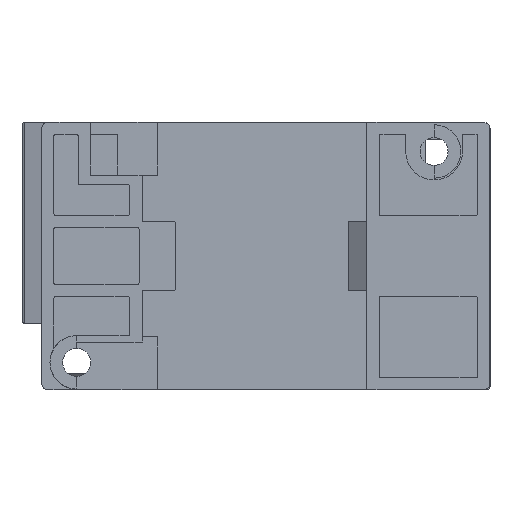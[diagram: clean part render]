
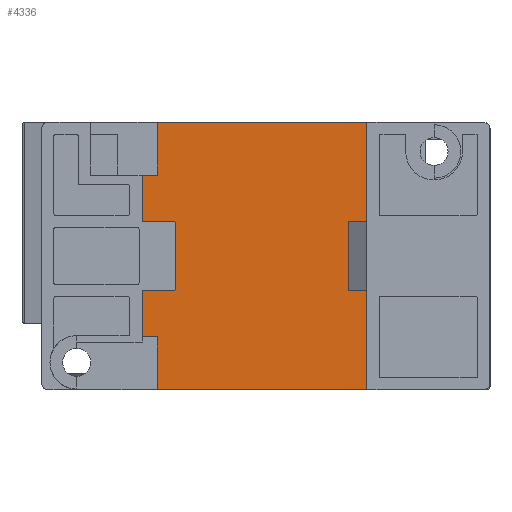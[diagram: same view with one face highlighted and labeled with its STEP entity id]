
A CAD part, left-side view. The second image highlights one B-rep face of the part: STEP entity #4336.
In plain terms, the highlighted planar face has unit normal (-1, 0, 0).
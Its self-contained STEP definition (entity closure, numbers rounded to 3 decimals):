
#74 = EDGE_CURVE ( 'NONE', #1657, #7993, #19953, .T. ) ;
#119 = DIRECTION ( 'NONE',  ( 0., 0., 1. ) ) ;
#221 = VERTEX_POINT ( 'NONE', #20698 ) ;
#628 = EDGE_CURVE ( 'NONE', #2956, #14731, #7724, .T. ) ;
#644 = VECTOR ( 'NONE', #14400, 1000. ) ;
#651 = DIRECTION ( 'NONE',  ( 0., 1., 0. ) ) ;
#700 = DIRECTION ( 'NONE',  ( 0., 0., 1. ) ) ;
#803 = CARTESIAN_POINT ( 'NONE',  ( -37.5, 16.25, 22. ) ) ;
#822 = ORIENTED_EDGE ( 'NONE', *, *, #628, .F. ) ;
#975 = ORIENTED_EDGE ( 'NONE', *, *, #8648, .F. ) ;
#1114 = EDGE_CURVE ( 'NONE', #8949, #12135, #9718, .T. ) ;
#1593 = DIRECTION ( 'NONE',  ( 0., 0., 1. ) ) ;
#1657 = VERTEX_POINT ( 'NONE', #16073 ) ;
#1834 = CARTESIAN_POINT ( 'NONE',  ( -37.5, 18.75, -13.3 ) ) ;
#1899 = CARTESIAN_POINT ( 'NONE',  ( -37.5, 16.25, -22. ) ) ;
#2956 = VERTEX_POINT ( 'NONE', #14024 ) ;
#3072 = VECTOR ( 'NONE', #651, 1000. ) ;
#3129 = CARTESIAN_POINT ( 'NONE',  ( -37.5, 16.25, -22. ) ) ;
#3597 = EDGE_CURVE ( 'NONE', #2956, #1657, #16881, .T. ) ;
#3679 = CARTESIAN_POINT ( 'NONE',  ( -37.5, -18.25, 22. ) ) ;
#3799 = LINE ( 'NONE', #5195, #11931 ) ;
#3880 = CARTESIAN_POINT ( 'NONE',  ( -37.5, 13.25, 22. ) ) ;
#3908 = ORIENTED_EDGE ( 'NONE', *, *, #3597, .T. ) ;
#3967 = VECTOR ( 'NONE', #7854, 1000. ) ;
#4030 = DIRECTION ( 'NONE',  ( -1., 0., 0. ) ) ;
#4125 = LINE ( 'NONE', #803, #6075 ) ;
#4326 = DIRECTION ( 'NONE',  ( 0., 0., -1. ) ) ;
#4336 = ADVANCED_FACE ( 'NONE', ( #5317 ), #10592, .T. ) ;
#4907 = CARTESIAN_POINT ( 'NONE',  ( -37.5, -18.25, -5.7 ) ) ;
#5195 = CARTESIAN_POINT ( 'NONE',  ( -37.5, 18.75, -13.3 ) ) ;
#5317 = FACE_OUTER_BOUND ( 'NONE', #16488, .T. ) ;
#6075 = VECTOR ( 'NONE', #4326, 1000. ) ;
#6096 = DIRECTION ( 'NONE',  ( 0., 0., -1. ) ) ;
#6286 = ORIENTED_EDGE ( 'NONE', *, *, #74, .T. ) ;
#6587 = AXIS2_PLACEMENT_3D ( 'NONE', #13476, #4030, #700 ) ;
#6943 = EDGE_CURVE ( 'NONE', #12630, #12135, #16171, .T. ) ;
#7724 = LINE ( 'NONE', #10734, #20892 ) ;
#7854 = DIRECTION ( 'NONE',  ( 0., 0., -1. ) ) ;
#7966 = CARTESIAN_POINT ( 'NONE',  ( -37.5, -18.25, -22. ) ) ;
#7993 = VERTEX_POINT ( 'NONE', #9224 ) ;
#8648 = EDGE_CURVE ( 'NONE', #221, #8949, #3799, .T. ) ;
#8949 = VERTEX_POINT ( 'NONE', #1834 ) ;
#9214 = EDGE_CURVE ( 'NONE', #14731, #11158, #15988, .T. ) ;
#9224 = CARTESIAN_POINT ( 'NONE',  ( -37.5, 16.25, 22. ) ) ;
#9281 = ORIENTED_EDGE ( 'NONE', *, *, #11095, .T. ) ;
#9718 = LINE ( 'NONE', #16536, #16443 ) ;
#10413 = ORIENTED_EDGE ( 'NONE', *, *, #18962, .F. ) ;
#10592 = PLANE ( 'NONE',  #6587 ) ;
#10734 = CARTESIAN_POINT ( 'NONE',  ( -37.5, -18.25, 7.3 ) ) ;
#11095 = EDGE_CURVE ( 'NONE', #17558, #11158, #19621, .T. ) ;
#11158 = VERTEX_POINT ( 'NONE', #13305 ) ;
#11259 = DIRECTION ( 'NONE',  ( 0., 1., 0. ) ) ;
#11931 = VECTOR ( 'NONE', #18272, 1000. ) ;
#12135 = VERTEX_POINT ( 'NONE', #21051 ) ;
#12460 = LINE ( 'NONE', #1899, #12956 ) ;
#12606 = ORIENTED_EDGE ( 'NONE', *, *, #9214, .F. ) ;
#12630 = VERTEX_POINT ( 'NONE', #17347 ) ;
#12956 = VECTOR ( 'NONE', #1593, 1000. ) ;
#13305 = CARTESIAN_POINT ( 'NONE',  ( -37.5, -18.25, -22. ) ) ;
#13444 = DIRECTION ( 'NONE',  ( 0., 0., 1. ) ) ;
#13476 = CARTESIAN_POINT ( 'NONE',  ( -37.5, -15., -22. ) ) ;
#13930 = ORIENTED_EDGE ( 'NONE', *, *, #18130, .T. ) ;
#14024 = CARTESIAN_POINT ( 'NONE',  ( -37.5, -18.25, 5.7 ) ) ;
#14400 = DIRECTION ( 'NONE',  ( 0., -1., 0. ) ) ;
#14731 = VERTEX_POINT ( 'NONE', #4907 ) ;
#15761 = VECTOR ( 'NONE', #11259, 1000. ) ;
#15988 = LINE ( 'NONE', #7966, #3967 ) ;
#15996 = CARTESIAN_POINT ( 'NONE',  ( -37.5, 13.25, -22. ) ) ;
#16073 = CARTESIAN_POINT ( 'NONE',  ( -37.5, -18.25, 22. ) ) ;
#16171 = LINE ( 'NONE', #20981, #15761 ) ;
#16443 = VECTOR ( 'NONE', #119, 1000. ) ;
#16488 = EDGE_LOOP ( 'NONE', ( #3908, #6286, #13930, #19261, #20887, #975, #10413, #9281, #12606, #822 ) ) ;
#16536 = CARTESIAN_POINT ( 'NONE',  ( -37.5, 18.75, -13.3 ) ) ;
#16881 = LINE ( 'NONE', #3679, #18894 ) ;
#17347 = CARTESIAN_POINT ( 'NONE',  ( -37.5, 16.25, 13.3 ) ) ;
#17558 = VERTEX_POINT ( 'NONE', #3129 ) ;
#18130 = EDGE_CURVE ( 'NONE', #7993, #12630, #4125, .T. ) ;
#18272 = DIRECTION ( 'NONE',  ( 0., 1., 0. ) ) ;
#18894 = VECTOR ( 'NONE', #13444, 1000. ) ;
#18962 = EDGE_CURVE ( 'NONE', #17558, #221, #12460, .T. ) ;
#19261 = ORIENTED_EDGE ( 'NONE', *, *, #6943, .T. ) ;
#19621 = LINE ( 'NONE', #15996, #644 ) ;
#19953 = LINE ( 'NONE', #3880, #3072 ) ;
#20698 = CARTESIAN_POINT ( 'NONE',  ( -37.5, 16.25, -13.3 ) ) ;
#20887 = ORIENTED_EDGE ( 'NONE', *, *, #1114, .F. ) ;
#20892 = VECTOR ( 'NONE', #6096, 1000. ) ;
#20981 = CARTESIAN_POINT ( 'NONE',  ( -37.5, 18.75, 13.3 ) ) ;
#21051 = CARTESIAN_POINT ( 'NONE',  ( -37.5, 18.75, 13.3 ) ) ;
